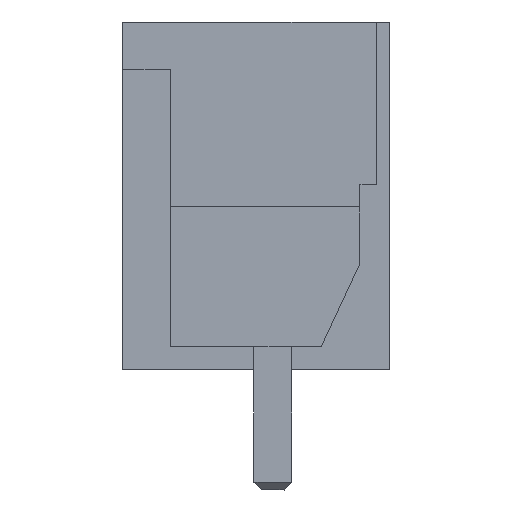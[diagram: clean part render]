
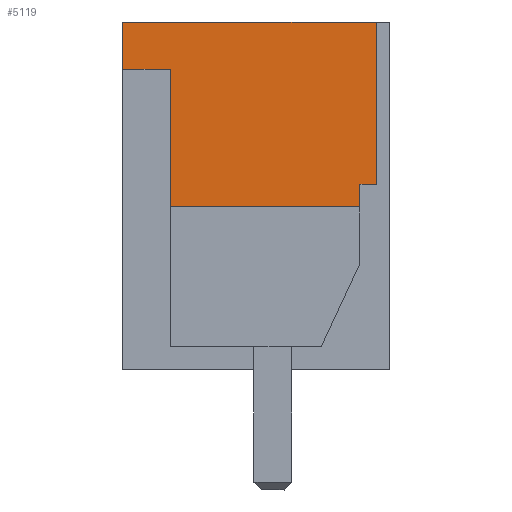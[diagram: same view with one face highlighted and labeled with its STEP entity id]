
A CAD part, left-side view. The second image highlights one B-rep face of the part: STEP entity #5119.
In plain terms, the highlighted planar face has unit normal (-1, 0, 0).
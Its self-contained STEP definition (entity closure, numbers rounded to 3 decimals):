
#5067=AXIS2_PLACEMENT_3D('Plane Axis2P3D',#5064,#5065,#5066) ;
#1251=CARTESIAN_POINT('Vertex',(0.,7.07,12.4)) ;
#1254=CARTESIAN_POINT('Line Origine',(0.,3.71,12.4)) ;
#1258=CARTESIAN_POINT('Vertex',(0.,0.35,12.4)) ;
#4966=CARTESIAN_POINT('Vertex',(0.,7.07,11.15)) ;
#4969=CARTESIAN_POINT('Line Origine',(0.,7.07,11.775)) ;
#5064=CARTESIAN_POINT('Axis2P3D Location',(0.,0.,0.)) ;
#5069=CARTESIAN_POINT('Line Origine',(0.,0.78,7.8)) ;
#5073=CARTESIAN_POINT('Vertex',(0.,0.78,7.5)) ;
#5075=CARTESIAN_POINT('Vertex',(0.,0.78,8.1)) ;
#5078=CARTESIAN_POINT('Line Origine',(0.,0.565,8.1)) ;
#5082=CARTESIAN_POINT('Vertex',(0.,0.35,8.1)) ;
#5085=CARTESIAN_POINT('Line Origine',(0.,0.35,10.25)) ;
#5090=CARTESIAN_POINT('Line Origine',(0.,6.435,11.15)) ;
#5094=CARTESIAN_POINT('Vertex',(0.,5.8,11.15)) ;
#5097=CARTESIAN_POINT('Line Origine',(0.,5.8,9.325)) ;
#5101=CARTESIAN_POINT('Vertex',(0.,5.8,7.5)) ;
#5104=CARTESIAN_POINT('Line Origine',(0.,3.29,7.5)) ;
#1255=DIRECTION('Vector Direction',(0.,-1.,0.)) ;
#4970=DIRECTION('Vector Direction',(0.,0.,1.)) ;
#5065=DIRECTION('Axis2P3D Direction',(-1.,0.,0.)) ;
#5066=DIRECTION('Axis2P3D XDirection',(0.,0.,1.)) ;
#5070=DIRECTION('Vector Direction',(0.,0.,-1.)) ;
#5079=DIRECTION('Vector Direction',(0.,1.,0.)) ;
#5086=DIRECTION('Vector Direction',(0.,0.,-1.)) ;
#5091=DIRECTION('Vector Direction',(0.,1.,0.)) ;
#5098=DIRECTION('Vector Direction',(0.,0.,1.)) ;
#5105=DIRECTION('Vector Direction',(0.,-1.,0.)) ;
#1256=VECTOR('Line Direction',#1255,1.) ;
#4971=VECTOR('Line Direction',#4970,1.) ;
#5071=VECTOR('Line Direction',#5070,1.) ;
#5080=VECTOR('Line Direction',#5079,1.) ;
#5087=VECTOR('Line Direction',#5086,1.) ;
#5092=VECTOR('Line Direction',#5091,1.) ;
#5099=VECTOR('Line Direction',#5098,1.) ;
#5106=VECTOR('Line Direction',#5105,1.) ;
#5110=ORIENTED_EDGE('',*,*,#5077,.T.) ;
#5111=ORIENTED_EDGE('',*,*,#5084,.T.) ;
#5112=ORIENTED_EDGE('',*,*,#5089,.T.) ;
#5113=ORIENTED_EDGE('',*,*,#1260,.T.) ;
#5114=ORIENTED_EDGE('',*,*,#4973,.T.) ;
#5115=ORIENTED_EDGE('',*,*,#5096,.T.) ;
#5116=ORIENTED_EDGE('',*,*,#5103,.T.) ;
#5117=ORIENTED_EDGE('',*,*,#5108,.T.) ;
#5119=ADVANCED_FACE('HOUSING',(#5118),#5068,.T.) ;
#1260=EDGE_CURVE('',#1259,#1252,#1257,.F.) ;
#4973=EDGE_CURVE('',#1252,#4967,#4972,.F.) ;
#5077=EDGE_CURVE('',#5074,#5076,#5072,.F.) ;
#5084=EDGE_CURVE('',#5076,#5083,#5081,.F.) ;
#5089=EDGE_CURVE('',#5083,#1259,#5088,.F.) ;
#5096=EDGE_CURVE('',#4967,#5095,#5093,.F.) ;
#5103=EDGE_CURVE('',#5095,#5102,#5100,.F.) ;
#5108=EDGE_CURVE('',#5102,#5074,#5107,.T.) ;
#5109=EDGE_LOOP('',(#5110,#5111,#5112,#5113,#5114,#5115,#5116,#5117)) ;
#5118=FACE_OUTER_BOUND('',#5109,.T.) ;
#1257=LINE('Line',#1254,#1256) ;
#4972=LINE('Line',#4969,#4971) ;
#5072=LINE('Line',#5069,#5071) ;
#5081=LINE('Line',#5078,#5080) ;
#5088=LINE('Line',#5085,#5087) ;
#5093=LINE('Line',#5090,#5092) ;
#5100=LINE('Line',#5097,#5099) ;
#5107=LINE('Line',#5104,#5106) ;
#5068=PLANE('',#5067) ;
#1252=VERTEX_POINT('',#1251) ;
#1259=VERTEX_POINT('',#1258) ;
#4967=VERTEX_POINT('',#4966) ;
#5074=VERTEX_POINT('',#5073) ;
#5076=VERTEX_POINT('',#5075) ;
#5083=VERTEX_POINT('',#5082) ;
#5095=VERTEX_POINT('',#5094) ;
#5102=VERTEX_POINT('',#5101) ;
